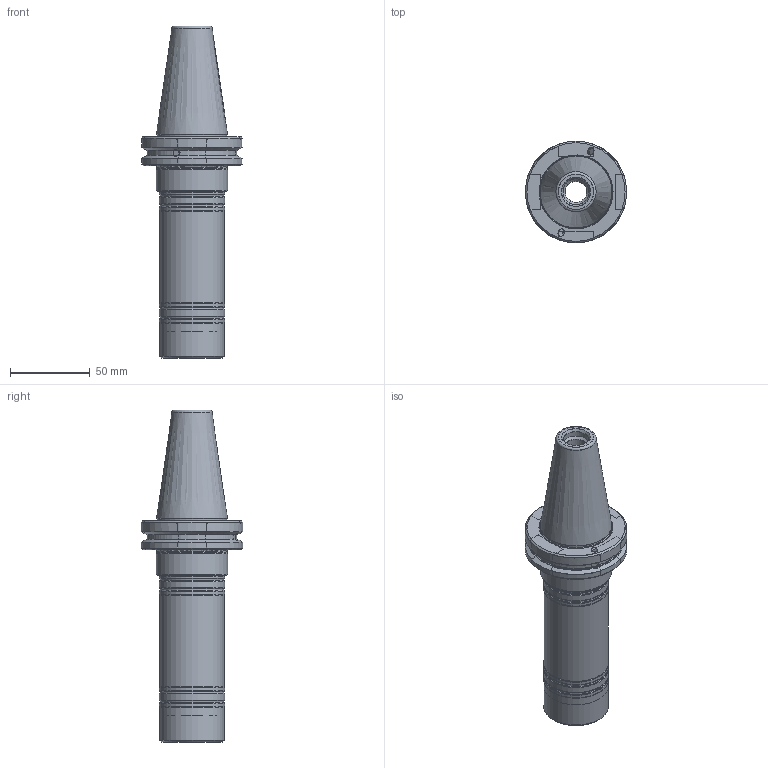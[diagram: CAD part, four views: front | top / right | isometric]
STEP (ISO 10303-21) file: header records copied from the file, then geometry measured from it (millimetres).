
FILE_DESCRIPTION(/* description */ (''),/* implementation_level */ '2;1');
FILE_NAME(/* name */ '434013276.stp',/* time_stamp */ '2021-01-08T12:39:11',/* author */ ('LRA'),/* organization */ ('REGO-FIX'),/* preprocessor_version */ ' Unknown',/* originating_system */ 'SIEMENS PLM Software Solid Edge ST10',/* authorization */ 'Unknown');
FILE_SCHEMA (('AUTOMOTIVE_DESIGN { 1 0 10303 214 2 1 1}'));
Length unit declared in the file: millimetre
Products named in the file (1): NOCUT
Bounding box: 63.28 x 63.58 x 208.05 mm (x, y, z)
Volume: 429224.5 mm3; surface area: 87995.4 mm2
Topology: 2 solids, 2 shells, 239 faces, 618 edges, 385 vertices
Faces by surface type: cone 70, plane 70, cylinder 67, torus 32
Full cylindrical faces by diameter (mm): 3.242 x6, 3.9 x2, 12 x2, 13.375 x2, 13.376 x4, 16.2 x1, 16.5 x1, 23.5 x2, 40 x3, 40.3 x2, 40.5 x6, 40.8 x6, 43.85 x2, 44.45 x1, 44.75 x1
Entity records: 8390 total; most frequent: CARTESIAN_POINT 1513, DIRECTION 1066, ORIENTED_EDGE 954, EDGE_CURVE 477, AXIS2_PLACEMENT_3D 454, FACE_BOUND 372, EDGE_LOOP 368, VERTEX_POINT 363
